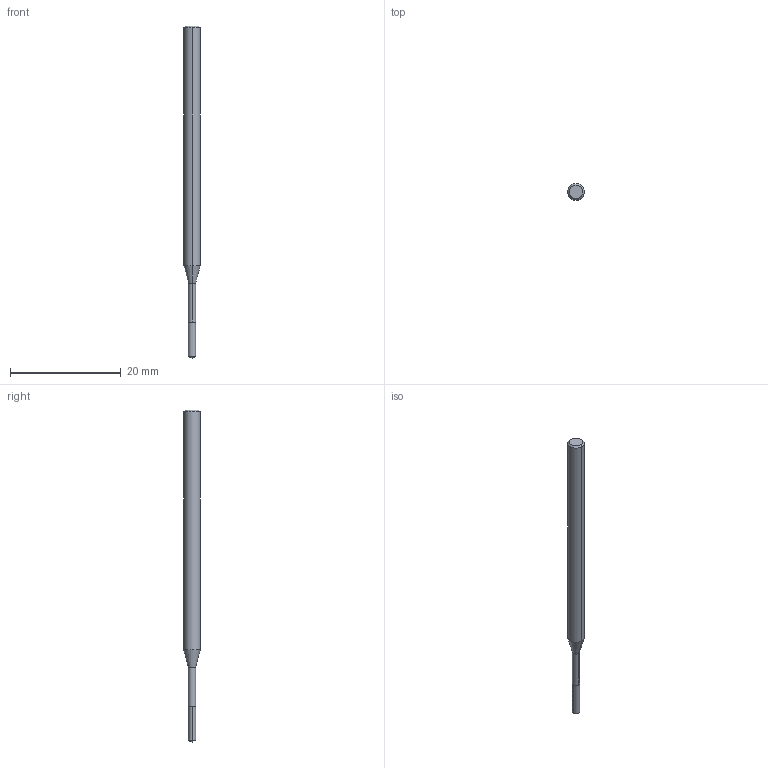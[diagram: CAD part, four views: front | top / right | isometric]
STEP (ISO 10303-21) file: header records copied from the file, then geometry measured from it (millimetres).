
FILE_DESCRIPTION(('no description'),'unknown implementation level');
FILE_NAME('solidrI6uDZ0IQZTxefKRt_1kA95dFME_1.STP',' ',('CIMSOURCE GmbH'),('CADClick - KiM GmbH - www.kimweb.de'),'unknown preprocess','ACIS','unknown authorization');
FILE_SCHEMA(('automotive_design'));
Length unit declared in the file: millimetre
Products named in the file (2): 1; 2
Bounding box: 3 x 3 x 60 mm (x, y, z)
Volume: 335.6 mm3; surface area: 493.9 mm2
Topology: 2 solids, 2 shells, 17 faces, 32 edges, 17 vertices
Faces by surface type: cone 10, cylinder 4, plane 3
Entity records: 844 total; most frequent: DIRECTION 92, CARTESIAN_POINT 70, STYLED_ITEM 66, PRESENTATION_STYLE_ASSIGNMENT 66, COLOUR_RGB 66, ORIENTED_EDGE 60, AXIS2_PLACEMENT_3D 39, EDGE_CURVE 30
